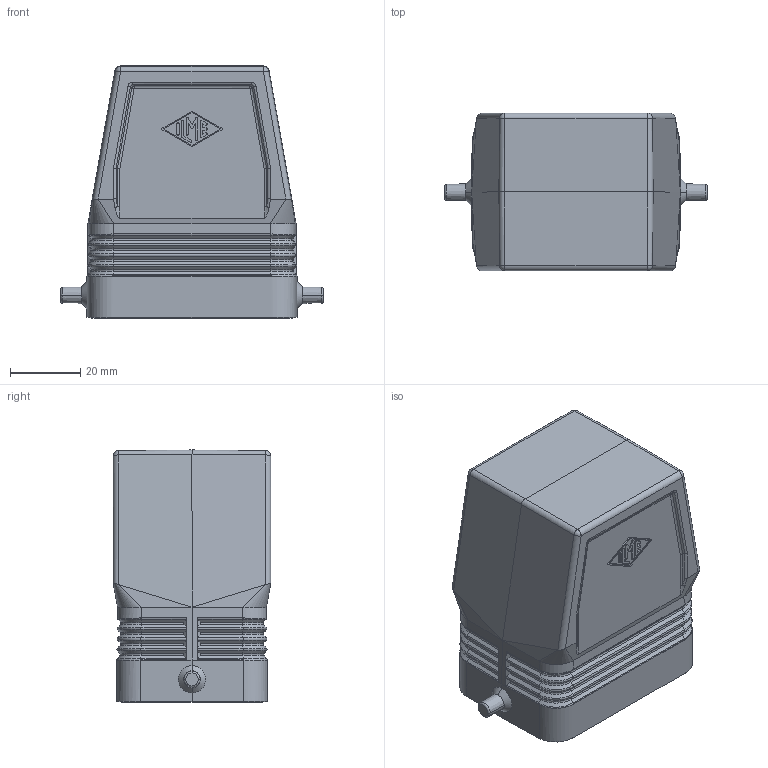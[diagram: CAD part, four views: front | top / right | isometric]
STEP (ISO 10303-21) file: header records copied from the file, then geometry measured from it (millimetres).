
FILE_DESCRIPTION(('Creo Elements/Direct Modeling STEP Export'),'2;1');
FILE_NAME('0ln7uvk5kpn39974668','2022-09-19T14:13:10',(''),(''),'Creo Elements/Direct Modeling STEP processor for AP214 (Solid Model)','Creo Elements/Direct Modeling 20.1B 02-Apr-2019 (C) Parametric Technology GmbH','');
FILE_SCHEMA(('AUTOMOTIVE_DESIGN { 1 0 10303 214 1 1 1 1 }'));
Length unit declared in the file: millimetre
Products named in the file (2): CACR 06 L
Assembly tree (1 placements, depth 2):
  CACR 06 L
    CACR 06 L
Bounding box: 75 x 45 x 72 mm (x, y, z)
Volume: 64285.9 mm3; surface area: 28923 mm2
Topology: 1 solids, 1 shells, 481 faces, 1160 edges, 681 vertices
Faces by surface type: plane 185, cylinder 150, bspline 120, cone 12, sphere 10, torus 4
Entity records: 27366 total; most frequent: CARTESIAN_POINT 13662, ORIENTED_EDGE 2300, DIRECTION 1681, EDGE_CURVE 1150, VERTEX_POINT 681, VECTOR 583, LINE 583, AXIS2_PLACEMENT_3D 549
